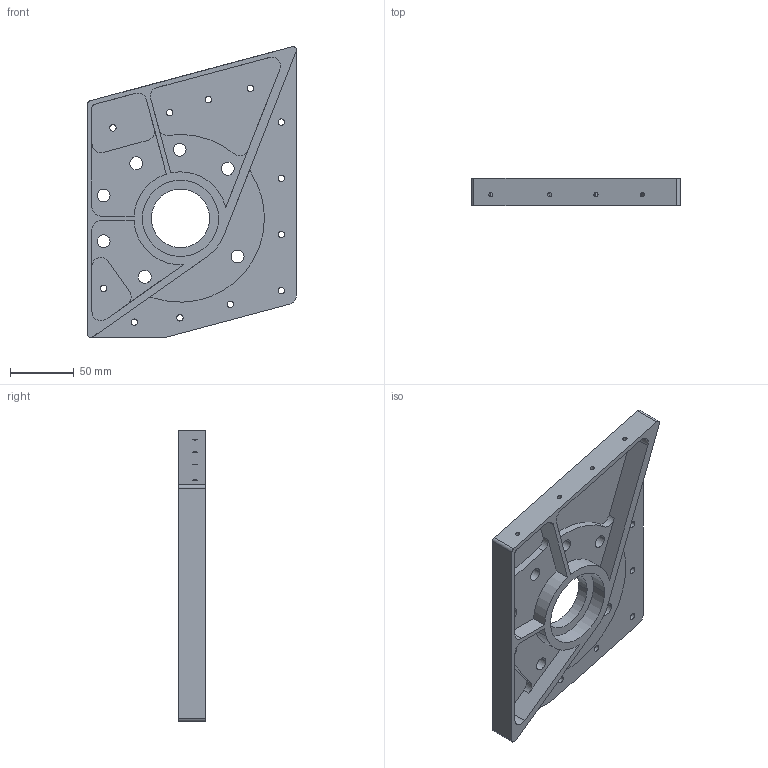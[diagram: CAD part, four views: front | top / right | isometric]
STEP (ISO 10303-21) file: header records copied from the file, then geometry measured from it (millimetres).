
FILE_DESCRIPTION(('produced by SPATIAL CORP'),'2;1');
FILE_NAME( 'dbeam.prt.hh.sat.stp','2002-04-19T13:18:53+00:00',('SPATIAL CORP'),( 'SPATIAL CORP'),'ACIS STEP Husk','http://www.spatial.com', 'SPATIAL CORP');
FILE_SCHEMA(('CONFIG_CONTROL_DESIGN'));
Length unit declared in the file: millimetre
Products named in the file (1): PRODUCT_ID_1
Bounding box: 164.39 x 21.56 x 228.89 mm (x, y, z)
Volume: 246727.9 mm3; surface area: 95426.6 mm2
Topology: 1 solids, 1 shells, 112 faces, 318 edges, 212 vertices
Faces by surface type: cylinder 82, plane 30
Entity records: 3802 total; most frequent: DIRECTION 664, ORIENTED_EDGE 636, CARTESIAN_POINT 621, EDGE_CURVE 318, AXIS2_PLACEMENT_3D 255, VERTEX_POINT 212, EDGE_LOOP 164, FACE_BOUND 164
